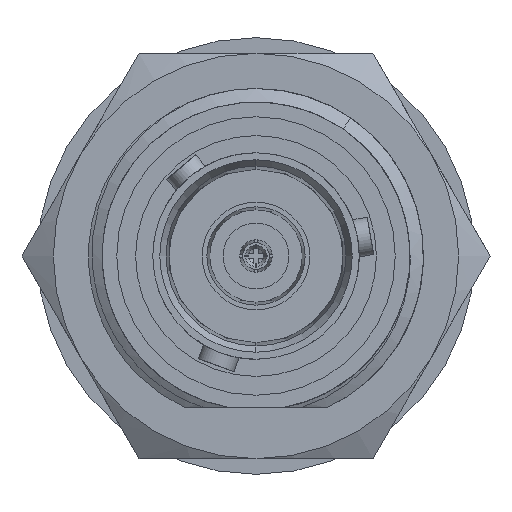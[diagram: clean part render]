
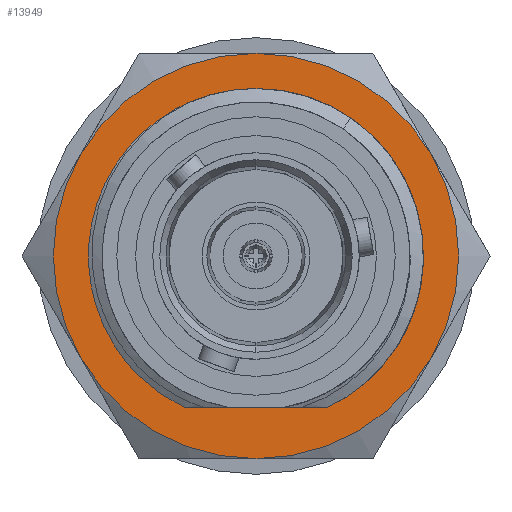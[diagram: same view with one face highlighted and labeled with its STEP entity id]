
A CAD part, left-side view. The second image highlights one B-rep face of the part: STEP entity #13949.
In plain terms, the highlighted face is planar.
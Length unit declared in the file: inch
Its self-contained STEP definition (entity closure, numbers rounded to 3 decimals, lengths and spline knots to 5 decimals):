
#14 = ORIENTED_EDGE ( 'NONE', *, *, #1035, .T. ) ;
#26 = DIRECTION ( 'NONE',  ( -1., 0., 0. ) ) ;
#641 = AXIS2_PLACEMENT_3D ( 'NONE', #3860, #13975, #10647 ) ;
#1035 = EDGE_CURVE ( 'NONE', #22212, #8381, #9158, .T. ) ;
#2079 = DIRECTION ( 'NONE',  ( 0., 0., 1. ) ) ;
#2158 = DIRECTION ( 'NONE',  ( 0., 0., 1. ) ) ;
#2434 = AXIS2_PLACEMENT_3D ( 'NONE', #2906, #22326, #6454 ) ;
#2675 = FACE_BOUND ( 'NONE', #4215, .T. ) ;
#2710 = VERTEX_POINT ( 'NONE', #9733 ) ;
#2906 = CARTESIAN_POINT ( 'NONE',  ( 0.04921, 0., 0. ) ) ;
#2993 = EDGE_CURVE ( 'NONE', #8381, #22212, #9322, .T. ) ;
#3539 = CARTESIAN_POINT ( 'NONE',  ( 0.04921, -0.03339, -0.2782 ) ) ;
#3692 = CARTESIAN_POINT ( 'NONE',  ( 0.04921, 0., 0. ) ) ;
#3860 = CARTESIAN_POINT ( 'NONE',  ( 0.04921, 0., 0. ) ) ;
#3888 = ORIENTED_EDGE ( 'NONE', *, *, #16029, .F. ) ;
#4064 = CARTESIAN_POINT ( 'NONE',  ( 0.04921, 0., 0.375 ) ) ;
#4099 = EDGE_CURVE ( 'NONE', #5141, #19310, #16341, .T. ) ;
#4215 = EDGE_LOOP ( 'NONE', ( #14, #16704 ) ) ;
#4374 = DIRECTION ( 'NONE',  ( -1., 0., 0. ) ) ;
#4398 = DIRECTION ( 'NONE',  ( 1., 0., 0. ) ) ;
#4510 = CARTESIAN_POINT ( 'NONE',  ( 0.04921, 0.13933, -0.24287 ) ) ;
#4720 = VERTEX_POINT ( 'NONE', #10084 ) ;
#5118 = CARTESIAN_POINT ( 'NONE',  ( 0.04921, -0.32476, -0.1875 ) ) ;
#5141 = VERTEX_POINT ( 'NONE', #19743 ) ;
#5303 = ORIENTED_EDGE ( 'NONE', *, *, #12104, .F. ) ;
#6312 = CARTESIAN_POINT ( 'NONE',  ( 0.04921, 0.1013, -0.26189 ) ) ;
#6454 = DIRECTION ( 'NONE',  ( 0., 0., 1. ) ) ;
#6671 = AXIS2_PLACEMENT_3D ( 'NONE', #20137, #4398, #20024 ) ;
#7410 = ORIENTED_EDGE ( 'NONE', *, *, #10024, .F. ) ;
#7416 = CIRCLE ( 'NONE', #16626, 0.375 ) ;
#7577 = CARTESIAN_POINT ( 'NONE',  ( 0.04921, 0., 0. ) ) ;
#8043 = CARTESIAN_POINT ( 'NONE',  ( 0.04921, 0.13933, -0.24287 ) ) ;
#8310 = EDGE_CURVE ( 'NONE', #8812, #10628, #18939, .T. ) ;
#8381 = VERTEX_POINT ( 'NONE', #22094 ) ;
#8812 = VERTEX_POINT ( 'NONE', #19278 ) ;
#8912 = CARTESIAN_POINT ( 'NONE',  ( 0.04921, -0.10466, -0.2597 ) ) ;
#9158 = B_SPLINE_CURVE_WITH_KNOTS ( 'NONE', 3,
 ( #8043, #22069, #6312, #20338, #10426, #12483, #20990, #18723, #3539, #19505, #19282, #8912 ),
 .UNSPECIFIED., .F., .F.,
 ( 4, 2, 2, 2, 2, 4 ),
 ( 0., 0.00162, 0.00323, 0.00404, 0.00485, 0.00647 ),
 .UNSPECIFIED. ) ;
#9322 = CIRCLE ( 'NONE', #15561, 0.28 ) ;
#9419 = CIRCLE ( 'NONE', #641, 0.375 ) ;
#9659 = PLANE ( 'NONE',  #6671 ) ;
#9733 = CARTESIAN_POINT ( 'NONE',  ( 0.04921, 0.32476, -0.1875 ) ) ;
#10024 = EDGE_CURVE ( 'NONE', #4720, #2710, #9419, .T. ) ;
#10084 = CARTESIAN_POINT ( 'NONE',  ( 0.04921, 0.32476, 0.1875 ) ) ;
#10426 = CARTESIAN_POINT ( 'NONE',  ( 0.04921, 0.04025, -0.2779 ) ) ;
#10550 = DIRECTION ( 'NONE',  ( -1., 0., 0. ) ) ;
#10628 = VERTEX_POINT ( 'NONE', #5118 ) ;
#10642 = DIRECTION ( 'NONE',  ( 0., 0., 1. ) ) ;
#10647 = DIRECTION ( 'NONE',  ( 0., 0., 1. ) ) ;
#11443 = CIRCLE ( 'NONE', #20253, 0.375 ) ;
#12104 = EDGE_CURVE ( 'NONE', #2710, #8812, #21283, .T. ) ;
#12483 = CARTESIAN_POINT ( 'NONE',  ( 0.04921, 0.00856, -0.28007 ) ) ;
#13078 = DIRECTION ( 'NONE',  ( -1., 0., 0. ) ) ;
#13363 = ORIENTED_EDGE ( 'NONE', *, *, #8310, .F. ) ;
#13949 = ADVANCED_FACE ( 'NONE', ( #2675, #21860 ), #9659, .T. ) ;
#13975 = DIRECTION ( 'NONE',  ( -1., 0., 0. ) ) ;
#14458 = CARTESIAN_POINT ( 'NONE',  ( 0.04921, 0., 0. ) ) ;
#15485 = DIRECTION ( 'NONE',  ( -1., 0., 0. ) ) ;
#15561 = AXIS2_PLACEMENT_3D ( 'NONE', #21224, #10550, #2158 ) ;
#15593 = AXIS2_PLACEMENT_3D ( 'NONE', #18813, #15485, #10642 ) ;
#15897 = EDGE_CURVE ( 'NONE', #10628, #5141, #11443, .T. ) ;
#16029 = EDGE_CURVE ( 'NONE', #19310, #4720, #7416, .T. ) ;
#16341 = CIRCLE ( 'NONE', #15593, 0.375 ) ;
#16626 = AXIS2_PLACEMENT_3D ( 'NONE', #7577, #4374, #21956 ) ;
#16704 = ORIENTED_EDGE ( 'NONE', *, *, #2993, .T. ) ;
#17255 = AXIS2_PLACEMENT_3D ( 'NONE', #3692, #26, #2079 ) ;
#18723 = CARTESIAN_POINT ( 'NONE',  ( 0.04921, -0.02298, -0.27925 ) ) ;
#18813 = CARTESIAN_POINT ( 'NONE',  ( 0.04921, 0., 0. ) ) ;
#18939 = CIRCLE ( 'NONE', #2434, 0.375 ) ;
#19080 = ORIENTED_EDGE ( 'NONE', *, *, #15897, .F. ) ;
#19278 = CARTESIAN_POINT ( 'NONE',  ( 0.04921, 0., -0.375 ) ) ;
#19282 = CARTESIAN_POINT ( 'NONE',  ( 0.04921, -0.08498, -0.26764 ) ) ;
#19310 = VERTEX_POINT ( 'NONE', #4064 ) ;
#19505 = CARTESIAN_POINT ( 'NONE',  ( 0.04921, -0.06442, -0.27329 ) ) ;
#19743 = CARTESIAN_POINT ( 'NONE',  ( 0.04921, -0.32476, 0.1875 ) ) ;
#20024 = DIRECTION ( 'NONE',  ( 0., 0., -1. ) ) ;
#20078 = DIRECTION ( 'NONE',  ( 0., 0., 1. ) ) ;
#20137 = CARTESIAN_POINT ( 'NONE',  ( 0.04921, 0., 0. ) ) ;
#20253 = AXIS2_PLACEMENT_3D ( 'NONE', #14458, #13078, #20078 ) ;
#20338 = CARTESIAN_POINT ( 'NONE',  ( 0.04921, 0.06091, -0.27411 ) ) ;
#20713 = ORIENTED_EDGE ( 'NONE', *, *, #4099, .F. ) ;
#20990 = CARTESIAN_POINT ( 'NONE',  ( 0.04921, -0.00203, -0.28019 ) ) ;
#21224 = CARTESIAN_POINT ( 'NONE',  ( 0.04921, 0., 0. ) ) ;
#21283 = CIRCLE ( 'NONE', #17255, 0.375 ) ;
#21860 = FACE_OUTER_BOUND ( 'NONE', #22632, .T. ) ;
#21956 = DIRECTION ( 'NONE',  ( 0., 0., 1. ) ) ;
#22069 = CARTESIAN_POINT ( 'NONE',  ( 0.04921, 0.12092, -0.25343 ) ) ;
#22094 = CARTESIAN_POINT ( 'NONE',  ( 0.04921, -0.10466, -0.2597 ) ) ;
#22212 = VERTEX_POINT ( 'NONE', #4510 ) ;
#22326 = DIRECTION ( 'NONE',  ( -1., 0., 0. ) ) ;
#22632 = EDGE_LOOP ( 'NONE', ( #13363, #5303, #7410, #3888, #20713, #19080 ) ) ;
